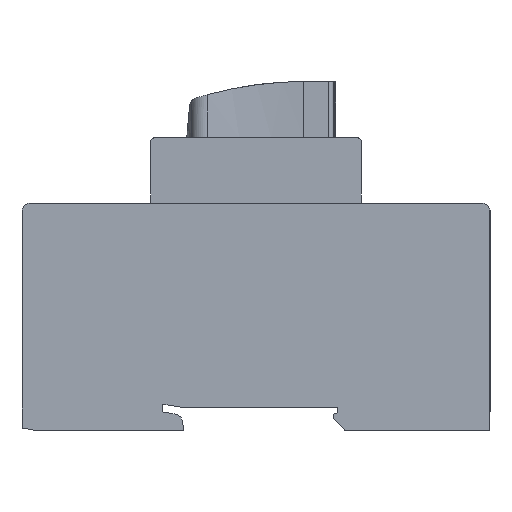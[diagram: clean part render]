
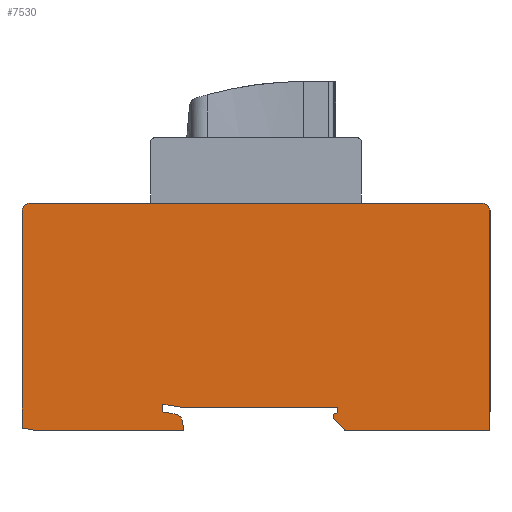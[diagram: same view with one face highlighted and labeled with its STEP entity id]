
A CAD part, left-side view. The second image highlights one B-rep face of the part: STEP entity #7530.
In plain terms, the highlighted planar face has unit normal (-1, 0, 0).
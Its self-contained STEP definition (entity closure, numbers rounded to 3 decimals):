
#6529=CARTESIAN_POINT('',(0.0,50.668,-4.471));
#6530=VERTEX_POINT('',#6529);
#6537=CARTESIAN_POINT('',(0.0,50.668,42.1));
#6538=VERTEX_POINT('',#6537);
#6539=CARTESIAN_POINT('',(0.,50.668,-4.471));
#6540=DIRECTION('',(0.0,0.0,1.0));
#6541=VECTOR('',#6540,46.571);
#6542=LINE('',#6539,#6541);
#6543=EDGE_CURVE('',#6530,#6538,#6542,.T.);
#6579=CARTESIAN_POINT('',(0.0,50.229,43.161));
#6580=VERTEX_POINT('',#6579);
#6581=CARTESIAN_POINT('',(0.,50.668,42.1));
#6582=DIRECTION('',(0.,-0.383,0.924));
#6583=VECTOR('',#6582,1.148);
#6584=LINE('',#6581,#6583);
#6585=EDGE_CURVE('',#6538,#6580,#6584,.T.);
#6685=CARTESIAN_POINT('',(0.0,49.168,43.6));
#6686=VERTEX_POINT('',#6685);
#6687=CARTESIAN_POINT('',(0.,50.229,43.161));
#6688=DIRECTION('',(0.,-0.924,0.383));
#6689=VECTOR('',#6688,1.148);
#6690=LINE('',#6687,#6689);
#6691=EDGE_CURVE('',#6580,#6686,#6690,.T.);
#6745=CARTESIAN_POINT('',(0.0,-49.333,42.1));
#6746=VERTEX_POINT('',#6745);
#6753=CARTESIAN_POINT('',(0.0,-49.333,-5.));
#6754=VERTEX_POINT('',#6753);
#6755=CARTESIAN_POINT('',(0.,-49.333,42.1));
#6756=DIRECTION('',(0.0,0.0,-1.0));
#6757=VECTOR('',#6756,47.1);
#6758=LINE('',#6755,#6757);
#6759=EDGE_CURVE('',#6746,#6754,#6758,.T.);
#6792=CARTESIAN_POINT('',(0.0,-48.893,43.161));
#6793=VERTEX_POINT('',#6792);
#6800=CARTESIAN_POINT('',(0.,-48.893,43.161));
#6801=DIRECTION('',(0.,-0.383,-0.924));
#6802=VECTOR('',#6801,1.148);
#6803=LINE('',#6800,#6802);
#6804=EDGE_CURVE('',#6793,#6746,#6803,.T.);
#6850=CARTESIAN_POINT('',(0.0,-47.832,43.6));
#6851=VERTEX_POINT('',#6850);
#6858=CARTESIAN_POINT('',(0.,-47.832,43.6));
#6859=DIRECTION('',(0.,-0.924,-0.382));
#6860=VECTOR('',#6859,1.148);
#6861=LINE('',#6858,#6860);
#6862=EDGE_CURVE('',#6851,#6793,#6861,.T.);
#6922=CARTESIAN_POINT('',(0.0,49.168,43.6));
#6923=DIRECTION('',(0.0,-1.0,0.0));
#6924=VECTOR('',#6923,97.);
#6925=LINE('',#6922,#6924);
#6926=EDGE_CURVE('',#6686,#6851,#6925,.T.);
#7006=CARTESIAN_POINT('',(0.0,-18.332,-5.));
#7007=VERTEX_POINT('',#7006);
#7008=CARTESIAN_POINT('',(0.0,-49.333,-5.));
#7009=DIRECTION('',(0.0,1.0,0.0));
#7010=VECTOR('',#7009,31.);
#7011=LINE('',#7008,#7010);
#7012=EDGE_CURVE('',#6754,#7007,#7011,.T.);
#7037=CARTESIAN_POINT('',(0.0,-18.332,-4.7));
#7038=VERTEX_POINT('',#7037);
#7039=CARTESIAN_POINT('',(0.,-18.332,-5.));
#7040=DIRECTION('',(0.0,0.0,1.0));
#7041=VECTOR('',#7040,0.3);
#7042=LINE('',#7039,#7041);
#7043=EDGE_CURVE('',#7007,#7038,#7042,.T.);
#7068=CARTESIAN_POINT('',(0.0,-15.832,-2.5));
#7069=VERTEX_POINT('',#7068);
#7070=CARTESIAN_POINT('',(0.,-18.332,-4.7));
#7071=DIRECTION('',(0.,0.751,0.661));
#7072=VECTOR('',#7071,3.33);
#7073=LINE('',#7070,#7072);
#7074=EDGE_CURVE('',#7038,#7069,#7073,.T.);
#7099=CARTESIAN_POINT('',(0.0,-15.832,-1.468));
#7100=VERTEX_POINT('',#7099);
#7101=CARTESIAN_POINT('',(0.,-15.832,-2.5));
#7102=DIRECTION('',(0.0,0.0,1.0));
#7103=VECTOR('',#7102,1.031);
#7104=LINE('',#7101,#7103);
#7105=EDGE_CURVE('',#7069,#7100,#7104,.T.);
#7130=CARTESIAN_POINT('',(0.0,-16.832,-1.2));
#7131=VERTEX_POINT('',#7130);
#7132=CARTESIAN_POINT('',(0.,-15.832,-1.468));
#7133=DIRECTION('',(0.,-0.966,0.259));
#7134=VECTOR('',#7133,1.035);
#7135=LINE('',#7132,#7134);
#7136=EDGE_CURVE('',#7100,#7131,#7135,.T.);
#7161=CARTESIAN_POINT('',(0.0,-16.832,0.0));
#7162=VERTEX_POINT('',#7161);
#7163=CARTESIAN_POINT('',(0.,-16.832,-1.2));
#7164=DIRECTION('',(0.0,0.0,1.0));
#7165=VECTOR('',#7164,1.2);
#7166=LINE('',#7163,#7165);
#7167=EDGE_CURVE('',#7131,#7162,#7166,.T.);
#7192=CARTESIAN_POINT('',(0.0,16.832,0.0));
#7193=VERTEX_POINT('',#7192);
#7194=CARTESIAN_POINT('',(0.0,-16.832,0.0));
#7195=DIRECTION('',(0.0,1.0,0.0));
#7196=VECTOR('',#7195,33.664);
#7197=LINE('',#7194,#7196);
#7198=EDGE_CURVE('',#7162,#7193,#7197,.T.);
#7223=CARTESIAN_POINT('',(0.0,19.668,0.5));
#7224=VERTEX_POINT('',#7223);
#7225=CARTESIAN_POINT('',(0.,16.832,0.0));
#7226=DIRECTION('',(0.,0.985,0.174));
#7227=VECTOR('',#7226,2.879);
#7228=LINE('',#7225,#7227);
#7229=EDGE_CURVE('',#7193,#7224,#7228,.T.);
#7254=CARTESIAN_POINT('',(0.0,20.668,0.5));
#7255=VERTEX_POINT('',#7254);
#7256=CARTESIAN_POINT('',(0.0,19.668,0.5));
#7257=DIRECTION('',(0.0,1.0,0.0));
#7258=VECTOR('',#7257,1.);
#7259=LINE('',#7256,#7258);
#7260=EDGE_CURVE('',#7224,#7255,#7259,.T.);
#7285=CARTESIAN_POINT('',(0.0,20.668,-1.));
#7286=VERTEX_POINT('',#7285);
#7287=CARTESIAN_POINT('',(0.,20.668,0.5));
#7288=DIRECTION('',(0.0,0.0,-1.0));
#7289=VECTOR('',#7288,1.5);
#7290=LINE('',#7287,#7289);
#7291=EDGE_CURVE('',#7255,#7286,#7290,.T.);
#7316=CARTESIAN_POINT('',(0.0,17.738,-1.517));
#7317=VERTEX_POINT('',#7316);
#7318=CARTESIAN_POINT('',(0.,20.668,-1.));
#7319=DIRECTION('',(0.,-0.985,-0.174));
#7320=VECTOR('',#7319,2.976);
#7321=LINE('',#7318,#7320);
#7322=EDGE_CURVE('',#7286,#7317,#7321,.T.);
#7347=CARTESIAN_POINT('',(0.0,16.78,-2.042));
#7348=VERTEX_POINT('',#7347);
#7349=CARTESIAN_POINT('',(0.,17.738,-1.517));
#7350=DIRECTION('',(0.,-0.877,-0.481));
#7351=VECTOR('',#7350,1.093);
#7352=LINE('',#7349,#7351);
#7353=EDGE_CURVE('',#7317,#7348,#7352,.T.);
#7378=CARTESIAN_POINT('',(0.0,16.339,-3.043));
#7379=VERTEX_POINT('',#7378);
#7380=CARTESIAN_POINT('',(0.,16.78,-2.042));
#7381=DIRECTION('',(0.,-0.403,-0.915));
#7382=VECTOR('',#7381,1.093);
#7383=LINE('',#7380,#7382);
#7384=EDGE_CURVE('',#7348,#7379,#7383,.T.);
#7409=CARTESIAN_POINT('',(0.0,16.168,-5.));
#7410=VERTEX_POINT('',#7409);
#7411=CARTESIAN_POINT('',(0.,16.339,-3.043));
#7412=DIRECTION('',(0.,-0.087,-0.996));
#7413=VECTOR('',#7412,1.965);
#7414=LINE('',#7411,#7413);
#7415=EDGE_CURVE('',#7379,#7410,#7414,.T.);
#7440=CARTESIAN_POINT('',(0.0,47.668,-5.));
#7441=VERTEX_POINT('',#7440);
#7442=CARTESIAN_POINT('',(0.0,16.168,-5.));
#7443=DIRECTION('',(0.0,1.0,0.0));
#7444=VECTOR('',#7443,31.5);
#7445=LINE('',#7442,#7444);
#7446=EDGE_CURVE('',#7410,#7441,#7445,.T.);
#7471=CARTESIAN_POINT('',(0.,47.668,-5.));
#7472=DIRECTION('',(0.,0.985,0.174));
#7473=VECTOR('',#7472,3.046);
#7474=LINE('',#7471,#7473);
#7475=EDGE_CURVE('',#7441,#6530,#7474,.T.);
#7500=CARTESIAN_POINT('',(0.0,1.033,18.531));
#7501=DIRECTION('',(-1.0,0.0,0.0));
#7502=DIRECTION('',(0.0,0.0,1.0));
#7503=AXIS2_PLACEMENT_3D('',#7500,#7501,#7502);
#7504=PLANE('',#7503);
#7505=ORIENTED_EDGE('',*,*,#6926,.F.);
#7506=ORIENTED_EDGE('',*,*,#6691,.F.);
#7507=ORIENTED_EDGE('',*,*,#6585,.F.);
#7508=ORIENTED_EDGE('',*,*,#6543,.F.);
#7509=ORIENTED_EDGE('',*,*,#7475,.F.);
#7510=ORIENTED_EDGE('',*,*,#7446,.F.);
#7511=ORIENTED_EDGE('',*,*,#7415,.F.);
#7512=ORIENTED_EDGE('',*,*,#7384,.F.);
#7513=ORIENTED_EDGE('',*,*,#7353,.F.);
#7514=ORIENTED_EDGE('',*,*,#7322,.F.);
#7515=ORIENTED_EDGE('',*,*,#7291,.F.);
#7516=ORIENTED_EDGE('',*,*,#7260,.F.);
#7517=ORIENTED_EDGE('',*,*,#7229,.F.);
#7518=ORIENTED_EDGE('',*,*,#7198,.F.);
#7519=ORIENTED_EDGE('',*,*,#7167,.F.);
#7520=ORIENTED_EDGE('',*,*,#7136,.F.);
#7521=ORIENTED_EDGE('',*,*,#7105,.F.);
#7522=ORIENTED_EDGE('',*,*,#7074,.F.);
#7523=ORIENTED_EDGE('',*,*,#7043,.F.);
#7524=ORIENTED_EDGE('',*,*,#7012,.F.);
#7525=ORIENTED_EDGE('',*,*,#6759,.F.);
#7526=ORIENTED_EDGE('',*,*,#6804,.F.);
#7527=ORIENTED_EDGE('',*,*,#6862,.F.);
#7528=EDGE_LOOP('',(#7505,#7506,#7507,#7508,#7509,#7510,#7511,#7512,#7513,#7514,#7515,#7516,#7517,#7518,#7519,#7520,#7521,#7522,#7523,#7524,#7525,#7526,#7527));
#7529=FACE_OUTER_BOUND('',#7528,.T.);
#7530=ADVANCED_FACE('',(#7529),#7504,.T.);
